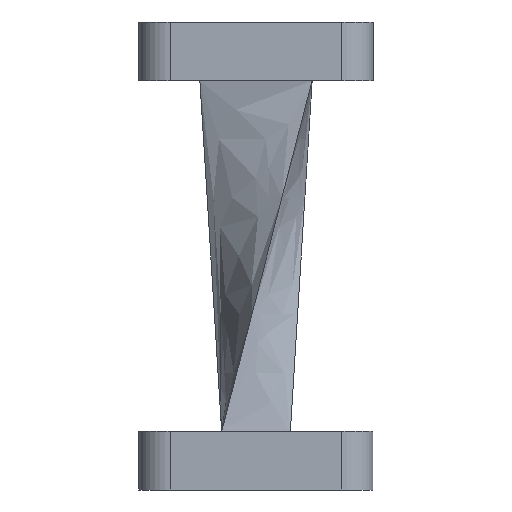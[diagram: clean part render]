
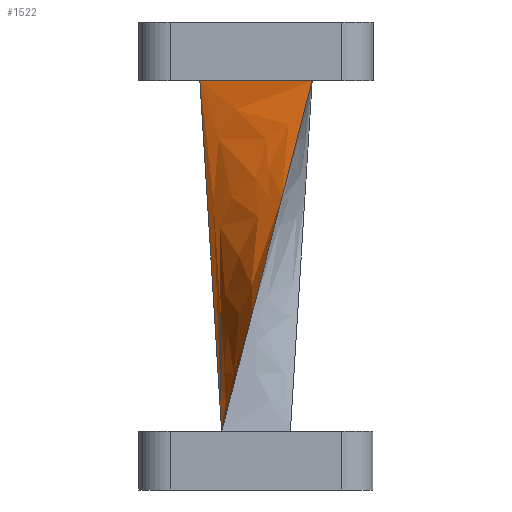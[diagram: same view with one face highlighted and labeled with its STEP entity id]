
A CAD part, left-side view. The second image highlights one B-rep face of the part: STEP entity #1522.
In plain terms, the highlighted free-form (B-spline) face has degree [3, 1] with [6, 4] control points.
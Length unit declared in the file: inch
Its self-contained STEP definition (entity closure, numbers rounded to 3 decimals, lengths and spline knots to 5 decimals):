
#52 = ORIENTED_EDGE ( 'NONE', *, *, #1018, .T. ) ;
#116 = CARTESIAN_POINT ( 'NONE',  ( 0.0617, 0.1105, -1.32324 ) ) ;
#151 = CARTESIAN_POINT ( 'NONE',  ( -0.1201, 0.1123, -1.32324 ) ) ;
#289 = CARTESIAN_POINT ( 'NONE',  ( 0.06, 0.11, -1.312 ) ) ;
#300 = CARTESIAN_POINT ( 'NONE',  ( -0.18, 0.11, -1.312 ) ) ;
#306 = CARTESIAN_POINT ( 'NONE',  ( -0.11, 0.18, -0.188 ) ) ;
#316 = CARTESIAN_POINT ( 'NONE',  ( 0.18, 0.11, -1.312 ) ) ;
#372 = CARTESIAN_POINT ( 'NONE',  ( -0.11, -0.18, -0.188 ) ) ;
#496 = CARTESIAN_POINT ( 'NONE',  ( -0.11, 0.06, -0.188 ) ) ;
#519 = ORIENTED_EDGE ( 'NONE', *, *, #1385, .T. ) ;
#606 = CARTESIAN_POINT ( 'NONE',  ( 0.18, 0.11, -1.312 ) ) ;
#626 = LINE ( 'NONE', #606, #1795 ) ;
#652 = LINE ( 'NONE', #1366, #1077 ) ;
#675 = FACE_OUTER_BOUND ( 'NONE', #1951, .T. ) ;
#683 = B_SPLINE_SURFACE_WITH_KNOTS ( 'NONE', 3, 1, ( 
 ( #2098, #316, #306, #1012 ),
 ( #1556, #1536, #2267, #1740 ),
 ( #116, #289, #496, #1713 ),
 ( #839, #1563, #812, #1923 ),
 ( #151, #2069, #848, #1177 ),
 ( #2272, #1894, #823, #2260 ) ),
 .UNSPECIFIED., .F., .F., .F.,
 ( 4, 2, 4 ),
 ( 2, 1, 1, 2 ),
 ( 0., 0.5, 1. ),
 ( -0.01, 0., 1., 1.01 ),
 .UNSPECIFIED. ) ;
#687 = DIRECTION ( 'NONE',  ( 0., 1., 0. ) ) ;
#812 = CARTESIAN_POINT ( 'NONE',  ( -0.11, -0.06, -0.188 ) ) ;
#823 = CARTESIAN_POINT ( 'NONE',  ( -0.11, -0.18, -0.188 ) ) ;
#839 = CARTESIAN_POINT ( 'NONE',  ( -0.0595, 0.1117, -1.32324 ) ) ;
#848 = CARTESIAN_POINT ( 'NONE',  ( -0.11, -0.12, -0.188 ) ) ;
#884 = VERTEX_POINT ( 'NONE', #2239 ) ;
#966 = VERTEX_POINT ( 'NONE', #1571 ) ;
#1012 = CARTESIAN_POINT ( 'NONE',  ( -0.1129, 0.1807, -0.17676 ) ) ;
#1018 = EDGE_CURVE ( 'NONE', #1169, #1125, #2190, .T. ) ;
#1066 = ORIENTED_EDGE ( 'NONE', *, *, #1151, .T. ) ;
#1077 = VECTOR ( 'NONE', #1905, 39.37008 ) ;
#1105 = LINE ( 'NONE', #372, #1351 ) ;
#1125 = VERTEX_POINT ( 'NONE', #1494 ) ;
#1149 = ORIENTED_EDGE ( 'NONE', *, *, #1310, .T. ) ;
#1151 = EDGE_CURVE ( 'NONE', #966, #1169, #626, .T. ) ;
#1169 = VERTEX_POINT ( 'NONE', #300 ) ;
#1177 = CARTESIAN_POINT ( 'NONE',  ( -0.1099, -0.1223, -0.17676 ) ) ;
#1310 = EDGE_CURVE ( 'NONE', #884, #966, #652, .T. ) ;
#1347 = DIRECTION ( 'NONE',  ( -1., 0., 0. ) ) ;
#1351 = VECTOR ( 'NONE', #687, 39.37008 ) ;
#1366 = CARTESIAN_POINT ( 'NONE',  ( 0.035, 0.145, -0.75 ) ) ;
#1385 = EDGE_CURVE ( 'NONE', #1125, #884, #1105, .T. ) ;
#1423 = VECTOR ( 'NONE', #1684, 39.37008 ) ;
#1494 = CARTESIAN_POINT ( 'NONE',  ( -0.11, -0.18, -0.188 ) ) ;
#1510 = CARTESIAN_POINT ( 'NONE',  ( -0.145, -0.035, -0.75 ) ) ;
#1522 = ADVANCED_FACE ( 'NONE', ( #675 ), #683, .T. ) ;
#1536 = CARTESIAN_POINT ( 'NONE',  ( 0.12, 0.11, -1.312 ) ) ;
#1556 = CARTESIAN_POINT ( 'NONE',  ( 0.1223, 0.1099, -1.32324 ) ) ;
#1563 = CARTESIAN_POINT ( 'NONE',  ( -0.06, 0.11, -1.312 ) ) ;
#1571 = CARTESIAN_POINT ( 'NONE',  ( 0.18, 0.11, -1.312 ) ) ;
#1684 = DIRECTION ( 'NONE',  ( 0.06, -0.249, 0.967 ) ) ;
#1713 = CARTESIAN_POINT ( 'NONE',  ( -0.1117, 0.0595, -0.17676 ) ) ;
#1740 = CARTESIAN_POINT ( 'NONE',  ( -0.1123, 0.1201, -0.17676 ) ) ;
#1795 = VECTOR ( 'NONE', #1347, 39.37008 ) ;
#1894 = CARTESIAN_POINT ( 'NONE',  ( -0.18, 0.11, -1.312 ) ) ;
#1905 = DIRECTION ( 'NONE',  ( 0.249, -0.06, -0.967 ) ) ;
#1923 = CARTESIAN_POINT ( 'NONE',  ( -0.1105, -0.0617, -0.17676 ) ) ;
#1951 = EDGE_LOOP ( 'NONE', ( #1066, #52, #519, #1149 ) ) ;
#2069 = CARTESIAN_POINT ( 'NONE',  ( -0.12, 0.11, -1.312 ) ) ;
#2098 = CARTESIAN_POINT ( 'NONE',  ( 0.1829, 0.1093, -1.32324 ) ) ;
#2190 = LINE ( 'NONE', #1510, #1423 ) ;
#2239 = CARTESIAN_POINT ( 'NONE',  ( -0.11, 0.18, -0.188 ) ) ;
#2260 = CARTESIAN_POINT ( 'NONE',  ( -0.1093, -0.1829, -0.17676 ) ) ;
#2267 = CARTESIAN_POINT ( 'NONE',  ( -0.11, 0.12, -0.188 ) ) ;
#2272 = CARTESIAN_POINT ( 'NONE',  ( -0.1807, 0.1129, -1.32324 ) ) ;
